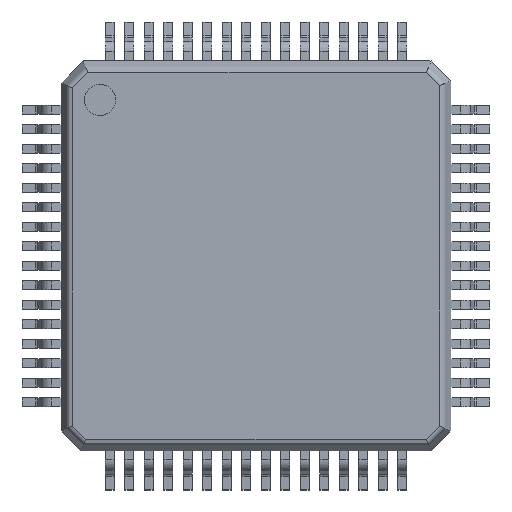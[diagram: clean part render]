
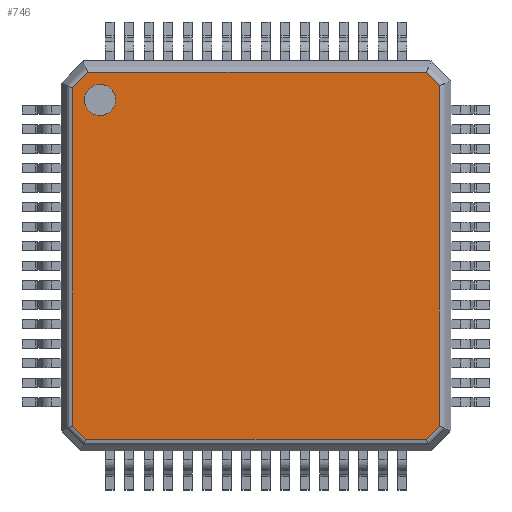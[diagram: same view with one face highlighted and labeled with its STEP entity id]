
A CAD part, top view. The second image highlights one B-rep face of the part: STEP entity #746.
In plain terms, the highlighted free-form (B-spline) face has degree [1, 1] with [2, 2] control points.
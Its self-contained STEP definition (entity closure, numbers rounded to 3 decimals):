
#569 = VERTEX_POINT('',#570);
#570 = CARTESIAN_POINT('',(-6.186,-5.739,
    1.578));
#576 = EDGE_CURVE('',#577,#569,#579,.T.);
#577 = VERTEX_POINT('',#578);
#578 = CARTESIAN_POINT('',(-6.186,5.669,1.578
    ));
#579 = B_SPLINE_CURVE_WITH_KNOTS('',1,(#580,#581),.UNSPECIFIED.,.F.,.F.,
  (2,2),(0.039,8.717),.PIECEWISE_BEZIER_KNOTS.);
#580 = CARTESIAN_POINT('',(-6.186,5.669,1.578
    ));
#581 = CARTESIAN_POINT('',(-6.186,-5.739,
    1.578));
#727 = EDGE_CURVE('',#728,#577,#730,.T.);
#728 = VERTEX_POINT('',#729);
#729 = CARTESIAN_POINT('',(-5.669,6.186,1.578
    ));
#730 = B_SPLINE_CURVE_WITH_KNOTS('',1,(#731,#732),.UNSPECIFIED.,.F.,.F.,
  (2,2),(0.039,0.595),.PIECEWISE_BEZIER_KNOTS.);
#731 = CARTESIAN_POINT('',(-5.669,6.186,1.578
    ));
#732 = CARTESIAN_POINT('',(-6.186,5.669,1.578
    ));
#746 = ADVANCED_FACE('',(#747,#791),#805,.T.);
#747 = FACE_BOUND('',#748,.T.);
#748 = EDGE_LOOP('',(#749,#750,#757,#764,#771,#778,#785,#790));
#749 = ORIENTED_EDGE('',*,*,#576,.T.);
#750 = ORIENTED_EDGE('',*,*,#751,.T.);
#751 = EDGE_CURVE('',#569,#752,#754,.T.);
#752 = VERTEX_POINT('',#753);
#753 = CARTESIAN_POINT('',(-5.739,-6.186,
    1.578));
#754 = B_SPLINE_CURVE_WITH_KNOTS('',1,(#755,#756),.UNSPECIFIED.,.F.,.F.,
  (2,2),(0.039,0.52),.PIECEWISE_BEZIER_KNOTS.);
#755 = CARTESIAN_POINT('',(-6.186,-5.739,
    1.578));
#756 = CARTESIAN_POINT('',(-5.739,-6.186,
    1.578));
#757 = ORIENTED_EDGE('',*,*,#758,.T.);
#758 = EDGE_CURVE('',#752,#759,#761,.T.);
#759 = VERTEX_POINT('',#760);
#760 = CARTESIAN_POINT('',(5.739,-6.186,1.578
    ));
#761 = B_SPLINE_CURVE_WITH_KNOTS('',1,(#762,#763),.UNSPECIFIED.,.F.,.F.,
  (2,2),(0.039,8.77),.PIECEWISE_BEZIER_KNOTS.);
#762 = CARTESIAN_POINT('',(-5.739,-6.186,
    1.578));
#763 = CARTESIAN_POINT('',(5.739,-6.186,1.578
    ));
#764 = ORIENTED_EDGE('',*,*,#765,.T.);
#765 = EDGE_CURVE('',#759,#766,#768,.T.);
#766 = VERTEX_POINT('',#767);
#767 = CARTESIAN_POINT('',(6.186,-5.739,1.578
    ));
#768 = B_SPLINE_CURVE_WITH_KNOTS('',1,(#769,#770),.UNSPECIFIED.,.F.,.F.,
  (2,2),(0.039,0.52),.PIECEWISE_BEZIER_KNOTS.);
#769 = CARTESIAN_POINT('',(5.739,-6.186,1.578
    ));
#770 = CARTESIAN_POINT('',(6.186,-5.739,1.578
    ));
#771 = ORIENTED_EDGE('',*,*,#772,.T.);
#772 = EDGE_CURVE('',#766,#773,#775,.T.);
#773 = VERTEX_POINT('',#774);
#774 = CARTESIAN_POINT('',(6.186,5.739,1.578)
  );
#775 = B_SPLINE_CURVE_WITH_KNOTS('',1,(#776,#777),.UNSPECIFIED.,.F.,.F.,
  (2,2),(0.039,8.77),.PIECEWISE_BEZIER_KNOTS.);
#776 = CARTESIAN_POINT('',(6.186,-5.739,1.578
    ));
#777 = CARTESIAN_POINT('',(6.186,5.739,1.578)
  );
#778 = ORIENTED_EDGE('',*,*,#779,.T.);
#779 = EDGE_CURVE('',#773,#780,#782,.T.);
#780 = VERTEX_POINT('',#781);
#781 = CARTESIAN_POINT('',(5.739,6.186,1.578)
  );
#782 = B_SPLINE_CURVE_WITH_KNOTS('',1,(#783,#784),.UNSPECIFIED.,.F.,.F.,
  (2,2),(0.039,0.52),.PIECEWISE_BEZIER_KNOTS.);
#783 = CARTESIAN_POINT('',(6.186,5.739,1.578)
  );
#784 = CARTESIAN_POINT('',(5.739,6.186,1.578)
  );
#785 = ORIENTED_EDGE('',*,*,#786,.T.);
#786 = EDGE_CURVE('',#780,#728,#787,.T.);
#787 = B_SPLINE_CURVE_WITH_KNOTS('',1,(#788,#789),.UNSPECIFIED.,.F.,.F.,
  (2,2),(0.039,8.717),.PIECEWISE_BEZIER_KNOTS.);
#788 = CARTESIAN_POINT('',(5.739,6.186,1.578)
  );
#789 = CARTESIAN_POINT('',(-5.669,6.186,1.578
    ));
#790 = ORIENTED_EDGE('',*,*,#727,.T.);
#791 = FACE_BOUND('',#792,.T.);
#792 = EDGE_LOOP('',(#793));
#793 = ORIENTED_EDGE('',*,*,#794,.F.);
#794 = EDGE_CURVE('',#795,#795,#797,.T.);
#795 = VERTEX_POINT('',#796);
#796 = CARTESIAN_POINT('',(-4.733,5.259,1.578
    ));
#797 = ( BOUNDED_CURVE() B_SPLINE_CURVE(2,(#798,#799,#800,#801,#802,#803
,#804),.UNSPECIFIED.,.T.,.F.) B_SPLINE_CURVE_WITH_KNOTS((1,2,2,2,2,1),(
    -2.094,0.,2.094,4.189,6.283,
8.378),.UNSPECIFIED.) CURVE() GEOMETRIC_REPRESENTATION_ITEM() 
RATIONAL_B_SPLINE_CURVE((1.,0.5,1.,0.5,1.,0.5,1.)) REPRESENTATION_ITEM(
  '') );
#798 = CARTESIAN_POINT('',(-4.733,5.259,1.578
    ));
#799 = CARTESIAN_POINT('',(-4.733,6.17,1.578
    ));
#800 = CARTESIAN_POINT('',(-5.522,5.715,1.578
    ));
#801 = CARTESIAN_POINT('',(-6.311,5.259,1.578
    ));
#802 = CARTESIAN_POINT('',(-5.522,4.804,1.578
    ));
#803 = CARTESIAN_POINT('',(-4.733,4.348,1.578
    ));
#804 = CARTESIAN_POINT('',(-4.733,5.259,1.578
    ));
#805 = B_SPLINE_SURFACE_WITH_KNOTS('',1,1,(
    (#806,#807)
    ,(#808,#809
    )),.UNSPECIFIED.,.F.,.F.,.F.,(2,2),(2,2),(-4.709,
    4.7),(-4.7,4.709),
  .PIECEWISE_BEZIER_KNOTS.);
#806 = CARTESIAN_POINT('',(-6.186,-6.186,
    1.578));
#807 = CARTESIAN_POINT('',(-6.186,6.186,1.578
    ));
#808 = CARTESIAN_POINT('',(6.186,-6.186,1.578
    ));
#809 = CARTESIAN_POINT('',(6.186,6.186,1.578)
  );
